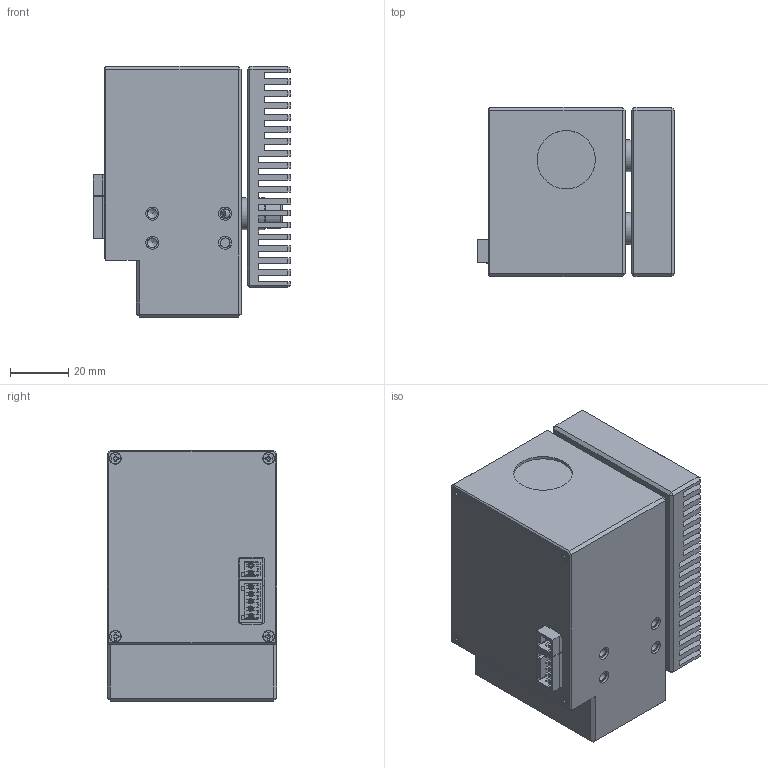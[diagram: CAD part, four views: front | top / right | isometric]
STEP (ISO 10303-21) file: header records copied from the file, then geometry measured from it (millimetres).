
FILE_DESCRIPTION(/* description */ (''),/* implementation_level */ '2;1');
FILE_NAME(/* name */ 'LPA-Av2.0 with BD.step',/* time_stamp */ '2019-10-22T09:12:53+03:00',/* author */ (''),/* organization */ (''),/* preprocessor_version */ 'ST-DEVELOPER v18',/* originating_system */ 'Autodesk Translation Framework v8.6.0.1094',/* authorisation */ '');
FILE_SCHEMA (('AUTOMOTIVE_DESIGN { 1 0 10303 214 3 1 1 }'));
Length unit declared in the file: millimetre
Products named in the file (13): LPA-Av2.0 with BD; 691382000002 (rev1) v1; 691382000002; 6913820000xx_PIN; 691382000005 (rev1) v1; 6913820000xx_PIN (1); 691382000005; SLPAv1-11-01 v14; M2x5; M2; Nylon spacer; M6x10; Body
Assembly tree (27 placements, depth 3):
  LPA-Av2.0 with BD
    M2x5  x4
    691382000002 (rev1) v1
      691382000002
      6913820000xx_PIN  x2
    691382000005 (rev1) v1
      6913820000xx_PIN (1)  x5
      691382000005
    SLPAv1-11-01 v14
    M2  x4
    Nylon spacer  x4
    M6x10  x2
    Body
Bounding box: 67.75 x 58 x 86.15 mm (x, y, z)
Volume: 213207.6 mm3; surface area: 74897.1 mm2
Topology: 25 solids, 25 shells, 1331 faces, 3610 edges, 2365 vertices
Faces by surface type: plane 932, cylinder 238, cone 126, torus 23, bspline 12
Full cylindrical faces by diameter (mm): 1.221 x2, 1.271 x2, 1.459 x24, 1.567 x1, 1.623 x2, 1.8 x7, 2 x29, 2.075 x2, 2.2 x2, 2.224 x4, 2.5 x4, 2.6 x2, 3.332 x4, 4 x2, 4.5 x4, 4.7 x4, 4.701 x18, 6 x20, 6.5 x2, 7 x5, 10 x2, 11 x4, 18 x1, 20 x1, 25.4 x1
Entity records: 35427 total; most frequent: CARTESIAN_POINT 9375, ORIENTED_EDGE 5380, DIRECTION 5000, EDGE_CURVE 2690, LINE 2128, VECTOR 2128, VERTEX_POINT 1776, AXIS2_PLACEMENT_3D 1436
